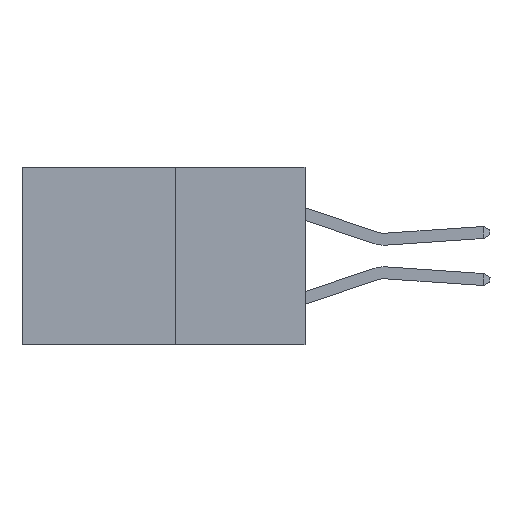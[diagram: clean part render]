
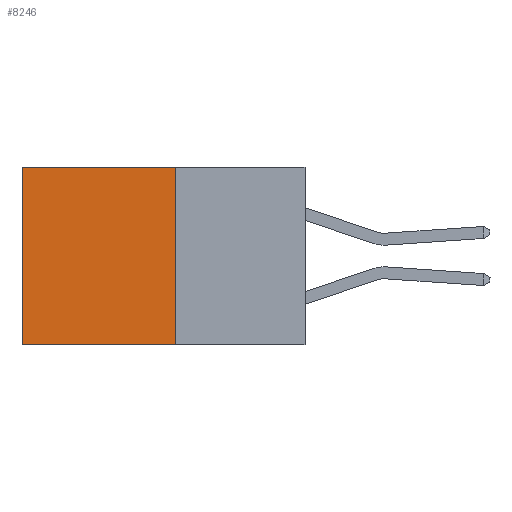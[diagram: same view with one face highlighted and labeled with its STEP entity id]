
A CAD part, left-side view. The second image highlights one B-rep face of the part: STEP entity #8246.
In plain terms, the highlighted planar face has unit normal (-1, 0, 0).
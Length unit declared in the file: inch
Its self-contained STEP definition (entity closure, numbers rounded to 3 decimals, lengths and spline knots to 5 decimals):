
#17 = ORIENTED_EDGE ( 'NONE', *, *, #3147, .F. ) ;
#308 = CARTESIAN_POINT ( 'NONE',  ( 0.277, 0.27, -0.37 ) ) ;
#591 = FACE_OUTER_BOUND ( 'NONE', #4439, .T. ) ;
#603 = CARTESIAN_POINT ( 'NONE',  ( 0.277, 0.27, 0. ) ) ;
#755 = AXIS2_PLACEMENT_3D ( 'NONE', #864, #5603, #1400 ) ;
#864 = CARTESIAN_POINT ( 'NONE',  ( 0.277, 0.27, -0.37 ) ) ;
#953 = VERTEX_POINT ( 'NONE', #3596 ) ;
#1400 = DIRECTION ( 'NONE',  ( 0., 0., -1. ) ) ;
#1509 = DIRECTION ( 'NONE',  ( 0., 1., 0. ) ) ;
#1561 = EDGE_CURVE ( 'NONE', #8703, #953, #8744, .T. ) ;
#1968 = LINE ( 'NONE', #6564, #4277 ) ;
#2300 = VECTOR ( 'NONE', #4485, 39.37008 ) ;
#2308 = LINE ( 'NONE', #308, #5791 ) ;
#2770 = ORIENTED_EDGE ( 'NONE', *, *, #3558, .F. ) ;
#2911 = EDGE_CURVE ( 'NONE', #953, #8652, #1968, .T. ) ;
#2970 = ORIENTED_EDGE ( 'NONE', *, *, #2911, .T. ) ;
#3147 = EDGE_CURVE ( 'NONE', #4734, #8652, #2308, .T. ) ;
#3180 = ORIENTED_EDGE ( 'NONE', *, *, #1561, .T. ) ;
#3558 = EDGE_CURVE ( 'NONE', #8703, #4734, #7836, .T. ) ;
#3596 = CARTESIAN_POINT ( 'NONE',  ( 0.277, 0.59, 0. ) ) ;
#4277 = VECTOR ( 'NONE', #6471, 39.37008 ) ;
#4439 = EDGE_LOOP ( 'NONE', ( #2970, #17, #2770, #3180 ) ) ;
#4485 = DIRECTION ( 'NONE',  ( 0., 0., -1. ) ) ;
#4734 = VERTEX_POINT ( 'NONE', #7323 ) ;
#4895 = PLANE ( 'NONE',  #755 ) ;
#5297 = CARTESIAN_POINT ( 'NONE',  ( 0.277, 0.59, -0.37 ) ) ;
#5356 = CARTESIAN_POINT ( 'NONE',  ( 0.277, 0.27, 0. ) ) ;
#5603 = DIRECTION ( 'NONE',  ( 1., 0., 0. ) ) ;
#5791 = VECTOR ( 'NONE', #8398, 39.37008 ) ;
#6471 = DIRECTION ( 'NONE',  ( 0., 0., -1. ) ) ;
#6564 = CARTESIAN_POINT ( 'NONE',  ( 0.277, 0.59, -0.37 ) ) ;
#6896 = VECTOR ( 'NONE', #1509, 39.37008 ) ;
#7323 = CARTESIAN_POINT ( 'NONE',  ( 0.277, 0.27, -0.37 ) ) ;
#7517 = CARTESIAN_POINT ( 'NONE',  ( 0.277, 0.27, -0.37 ) ) ;
#7836 = LINE ( 'NONE', #7517, #2300 ) ;
#8246 = ADVANCED_FACE ( 'NONE', ( #591 ), #4895, .F. ) ;
#8398 = DIRECTION ( 'NONE',  ( 0., 1., 0. ) ) ;
#8652 = VERTEX_POINT ( 'NONE', #5297 ) ;
#8703 = VERTEX_POINT ( 'NONE', #5356 ) ;
#8744 = LINE ( 'NONE', #603, #6896 ) ;
